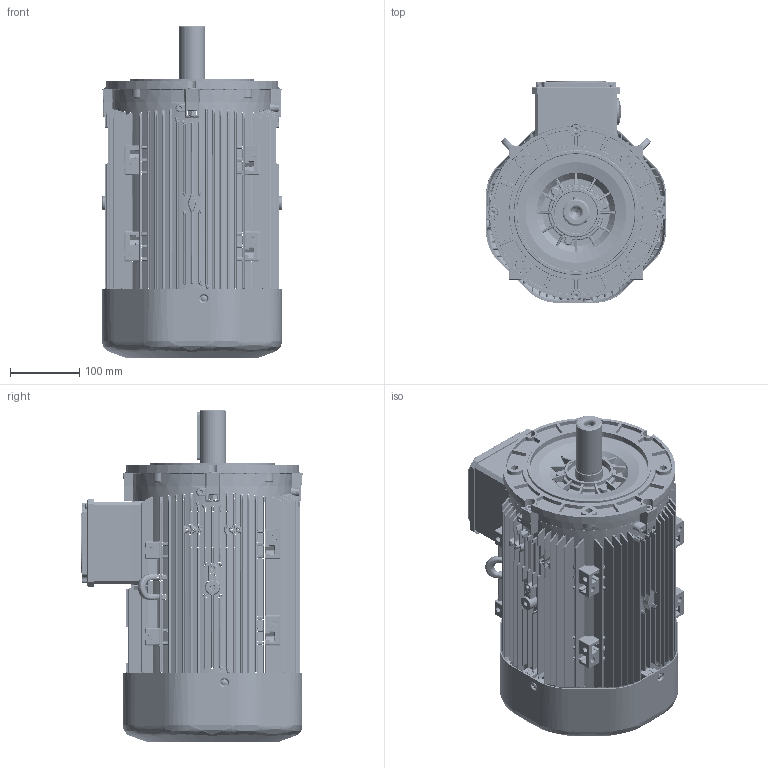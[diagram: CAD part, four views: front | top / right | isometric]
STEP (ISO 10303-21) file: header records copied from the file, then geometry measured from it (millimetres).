
FILE_DESCRIPTION(/* description */ (''),/* implementation_level */ '2;1');
FILE_NAME(/* name */ '_QH series_ 132_B14b_stp.stp',/* time_stamp */ '2024-07-29T14:09:21+03:00',/* author */ (''),/* organization */ (''),/* preprocessor_version */ 'ST-DEVELOPER v18.102',/* originating_system */ 'SIEMENS PLM Software NX2206.8101',/* authorisation */ '');
FILE_SCHEMA (('AP203_CONFIGURATION_CONTROLLED_3D_DESIGN_OF_MECHANICAL_PARTS_AND_ASSEMBLIES_MIM_LF { 1 0 10303 403 2 1 2}'));
Length unit declared in the file: millimetre
Products named in the file (1): _QH series_ 132_B14b_stp_objects
Bounding box: 260.12 x 320.58 x 480.49 mm (x, y, z)
Surface area: 1046851.9 mm2 (no closed solid volume)
Topology: 0 solids, 60 shells, 5962 faces, 19184 edges, 12212 vertices
Faces by surface type: cylinder 2635, plane 1456, torus 1033, sphere 354, cone 249, bspline 235
Full cylindrical faces by diameter (mm): 5.5 x1, 8 x6, 8.475 x2, 8.477 x2, 8.478 x1, 12 x1, 14 x1, 24.404 x1, 37.6 x1, 38 x1, 40 x1, 45 x1, 62 x1, 82 x1, 86.767 x1, 180 x1, 230.5 x1
Entity records: 220171 total; most frequent: CARTESIAN_POINT 68231, DIRECTION 29731, ORIENTED_EDGE 28978, EDGE_CURVE 18757, VERTEX_POINT 12135, AXIS2_PLACEMENT_3D 11262, LINE 7207, VECTOR 7207
